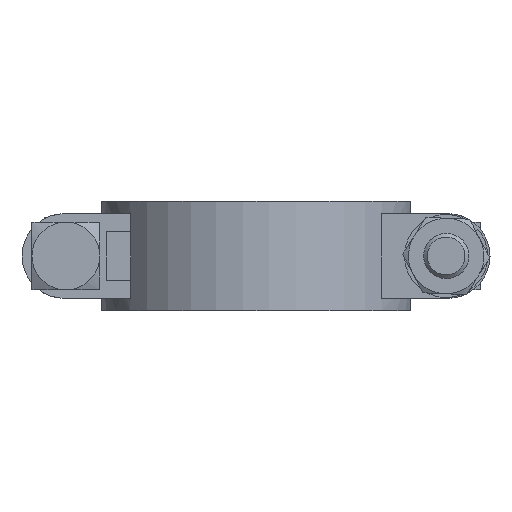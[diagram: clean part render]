
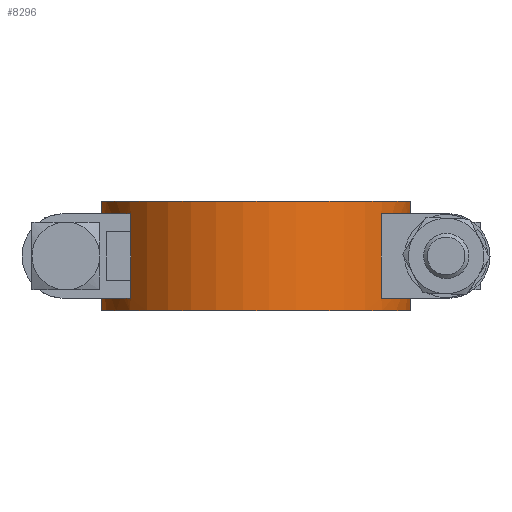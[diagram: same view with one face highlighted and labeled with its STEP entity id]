
A CAD part, front view. The second image highlights one B-rep face of the part: STEP entity #8296.
In plain terms, the highlighted cylindrical face has radius 32.706 mm (diameter 65.413 mm), a partial arc.
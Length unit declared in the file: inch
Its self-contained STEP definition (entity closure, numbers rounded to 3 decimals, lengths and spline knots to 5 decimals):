
#969=FACE_OUTER_BOUND('',#1470,.T.);
#1470=EDGE_LOOP('',(#7444,#7445,#7446,#7447,#7448,#7449,#7450,#7451,#7452,
#7453,#7454,#7455,#7456,#7457,#7458,#7459));
#2028=CIRCLE('',#8835,1.28765);
#2029=CIRCLE('',#8837,1.28765);
#2038=CIRCLE('',#8859,1.28765);
#2039=CIRCLE('',#8861,1.28765);
#2043=CIRCLE('',#8868,1.28765);
#2044=CIRCLE('',#8872,1.28765);
#2046=CIRCLE('',#8876,1.28765);
#2047=CIRCLE('',#8878,1.28765);
#2537=LINE('',#17325,#3120);
#2558=LINE('',#17434,#3141);
#2570=LINE('',#17456,#3153);
#2573=LINE('',#17465,#3156);
#2585=LINE('',#17522,#3168);
#2587=LINE('',#17528,#3170);
#2595=LINE('',#17555,#3178);
#2596=LINE('',#17557,#3179);
#3120=VECTOR('',#10292,0.3937);
#3141=VECTOR('',#10383,0.3937);
#3153=VECTOR('',#10403,0.3937);
#3156=VECTOR('',#10414,0.3937);
#3168=VECTOR('',#10458,0.3937);
#3170=VECTOR('',#10462,0.3937);
#3178=VECTOR('',#10498,0.3937);
#3179=VECTOR('',#10499,0.3937);
#3919=VERTEX_POINT('',#17322);
#3920=VERTEX_POINT('',#17324);
#3942=VERTEX_POINT('',#17417);
#3943=VERTEX_POINT('',#17418);
#3945=VERTEX_POINT('',#17424);
#3946=VERTEX_POINT('',#17425);
#3949=VERTEX_POINT('',#17433);
#3955=VERTEX_POINT('',#17451);
#3971=VERTEX_POINT('',#17510);
#3973=VERTEX_POINT('',#17516);
#3974=VERTEX_POINT('',#17520);
#3976=VERTEX_POINT('',#17525);
#3977=VERTEX_POINT('',#17527);
#3981=VERTEX_POINT('',#17545);
#3982=VERTEX_POINT('',#17551);
#3983=VERTEX_POINT('',#17556);
#5056=EDGE_CURVE('',#3920,#3919,#2537,.T.);
#5094=EDGE_CURVE('',#3942,#3943,#2028,.T.);
#5097=EDGE_CURVE('',#3945,#3946,#2029,.T.);
#5101=EDGE_CURVE('',#3946,#3949,#2558,.T.);
#5113=EDGE_CURVE('',#3955,#3943,#2570,.T.);
#5118=EDGE_CURVE('',#3949,#3955,#2573,.T.);
#5137=EDGE_CURVE('',#3919,#3971,#2038,.T.);
#5140=EDGE_CURVE('',#3973,#3945,#2039,.T.);
#5142=EDGE_CURVE('',#3974,#3973,#2585,.T.);
#5145=EDGE_CURVE('',#3976,#3977,#2587,.T.);
#5150=EDGE_CURVE('',#3976,#3942,#2043,.T.);
#5154=EDGE_CURVE('',#3920,#3981,#2044,.T.);
#5157=EDGE_CURVE('',#3982,#3974,#2046,.T.);
#5159=EDGE_CURVE('',#3981,#3982,#2595,.T.);
#5160=EDGE_CURVE('',#3983,#3971,#2596,.T.);
#5161=EDGE_CURVE('',#3977,#3983,#2047,.T.);
#7444=ORIENTED_EDGE('',*,*,#5101,.F.);
#7445=ORIENTED_EDGE('',*,*,#5097,.F.);
#7446=ORIENTED_EDGE('',*,*,#5140,.F.);
#7447=ORIENTED_EDGE('',*,*,#5142,.F.);
#7448=ORIENTED_EDGE('',*,*,#5157,.F.);
#7449=ORIENTED_EDGE('',*,*,#5159,.F.);
#7450=ORIENTED_EDGE('',*,*,#5154,.F.);
#7451=ORIENTED_EDGE('',*,*,#5056,.T.);
#7452=ORIENTED_EDGE('',*,*,#5137,.T.);
#7453=ORIENTED_EDGE('',*,*,#5160,.F.);
#7454=ORIENTED_EDGE('',*,*,#5161,.F.);
#7455=ORIENTED_EDGE('',*,*,#5145,.F.);
#7456=ORIENTED_EDGE('',*,*,#5150,.T.);
#7457=ORIENTED_EDGE('',*,*,#5094,.T.);
#7458=ORIENTED_EDGE('',*,*,#5113,.F.);
#7459=ORIENTED_EDGE('',*,*,#5118,.F.);
#7766=CYLINDRICAL_SURFACE('',#8877,1.28765);
#8296=ADVANCED_FACE('',(#969),#7766,.T.);
#8835=AXIS2_PLACEMENT_3D('',#17419,#10370,#10371);
#8837=AXIS2_PLACEMENT_3D('',#17426,#10376,#10377);
#8859=AXIS2_PLACEMENT_3D('',#17512,#10447,#10448);
#8861=AXIS2_PLACEMENT_3D('',#17518,#10453,#10454);
#8868=AXIS2_PLACEMENT_3D('',#17537,#10473,#10474);
#8872=AXIS2_PLACEMENT_3D('',#17546,#10484,#10485);
#8876=AXIS2_PLACEMENT_3D('',#17552,#10493,#10494);
#8877=AXIS2_PLACEMENT_3D('',#17554,#10496,#10497);
#8878=AXIS2_PLACEMENT_3D('',#17558,#10500,#10501);
#10292=DIRECTION('',(0.,0.,1.));
#10370=DIRECTION('center_axis',(0.,0.,
1.));
#10371=DIRECTION('ref_axis',(0.,-1.,0.));
#10376=DIRECTION('center_axis',(0.,0.,
1.));
#10377=DIRECTION('ref_axis',(0.,-1.,0.));
#10383=DIRECTION('',(0.,0.,1.));
#10403=DIRECTION('',(0.,0.,1.));
#10414=DIRECTION('',(0.,0.,1.));
#10447=DIRECTION('center_axis',(0.,0.,
1.));
#10448=DIRECTION('ref_axis',(0.,-1.,0.));
#10453=DIRECTION('center_axis',(0.,0.,
1.));
#10454=DIRECTION('ref_axis',(0.,-1.,0.));
#10458=DIRECTION('',(0.,0.,1.));
#10462=DIRECTION('',(0.,0.,1.));
#10473=DIRECTION('center_axis',(0.,0.,
1.));
#10474=DIRECTION('ref_axis',(0.,-1.,0.));
#10484=DIRECTION('center_axis',(0.,0.,
1.));
#10485=DIRECTION('ref_axis',(0.,-1.,0.));
#10493=DIRECTION('center_axis',(0.,0.,
-1.));
#10494=DIRECTION('ref_axis',(0.806,0.592,0.));
#10496=DIRECTION('center_axis',(0.,0.,
1.));
#10497=DIRECTION('ref_axis',(0.,-1.,0.));
#10498=DIRECTION('',(0.,0.,-1.));
#10499=DIRECTION('',(0.,0.,-1.));
#10500=DIRECTION('center_axis',(0.,0.,
1.));
#10501=DIRECTION('ref_axis',(0.,-1.,0.));
#17322=CARTESIAN_POINT('',(2.975,-0.8125,0.805));
#17324=CARTESIAN_POINT('',(2.975,-0.8125,0.105));
#17325=CARTESIAN_POINT('',(2.975,-0.8125,0.));
#17417=CARTESIAN_POINT('',(0.81599,-0.6825,0.805));
#17418=CARTESIAN_POINT('',(0.9,-0.8125,0.805));
#17419=CARTESIAN_POINT('Origin',(1.9375,-0.04985,0.805));
#17424=CARTESIAN_POINT('',(0.81599,-0.6825,0.105));
#17425=CARTESIAN_POINT('',(0.9,-0.8125,0.105));
#17426=CARTESIAN_POINT('Origin',(1.9375,-0.04985,0.105));
#17433=CARTESIAN_POINT('',(0.9,-0.8125,0.255));
#17434=CARTESIAN_POINT('',(0.9,-0.8125,0.));
#17451=CARTESIAN_POINT('',(0.9,-0.8125,0.655));
#17456=CARTESIAN_POINT('',(0.9,-0.8125,0.));
#17465=CARTESIAN_POINT('',(0.9,-0.8125,0.));
#17510=CARTESIAN_POINT('',(3.21777,-0.1875,0.805));
#17512=CARTESIAN_POINT('Origin',(1.9375,-0.04985,0.805));
#17516=CARTESIAN_POINT('',(0.65723,-0.1875,0.105));
#17518=CARTESIAN_POINT('Origin',(1.9375,-0.04985,0.105));
#17520=CARTESIAN_POINT('',(0.65723,-0.1875,0.));
#17522=CARTESIAN_POINT('',(0.65723,-0.1875,0.0525));
#17525=CARTESIAN_POINT('',(0.65723,-0.1875,0.805));
#17527=CARTESIAN_POINT('',(0.65723,-0.1875,0.91));
#17528=CARTESIAN_POINT('',(0.65723,-0.1875,0.8575));
#17537=CARTESIAN_POINT('Origin',(1.9375,-0.04985,0.805));
#17545=CARTESIAN_POINT('',(3.21777,-0.1875,0.105));
#17546=CARTESIAN_POINT('Origin',(1.9375,-0.04985,0.105));
#17551=CARTESIAN_POINT('',(3.21777,-0.1875,0.));
#17552=CARTESIAN_POINT('Origin',(1.9375,-0.04985,0.));
#17554=CARTESIAN_POINT('Origin',(1.9375,-0.04985,0.));
#17555=CARTESIAN_POINT('',(3.21777,-0.1875,0.0525));
#17556=CARTESIAN_POINT('',(3.21777,-0.1875,0.91));
#17557=CARTESIAN_POINT('',(3.21777,-0.1875,0.8575));
#17558=CARTESIAN_POINT('Origin',(1.9375,-0.04985,0.91));
